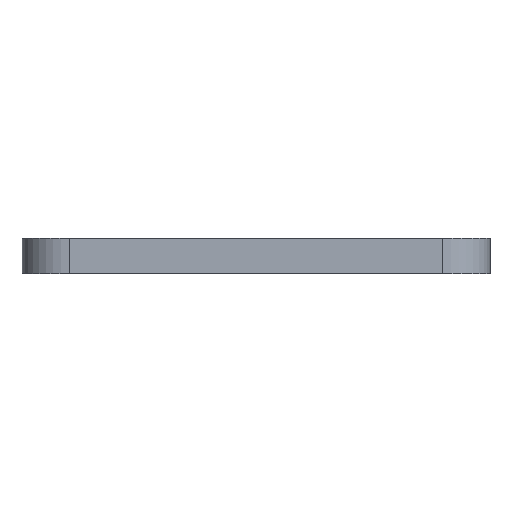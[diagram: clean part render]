
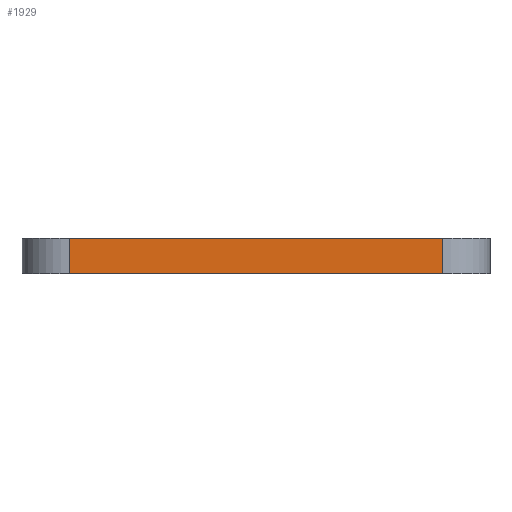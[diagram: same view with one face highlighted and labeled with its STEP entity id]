
A CAD part, front view. The second image highlights one B-rep face of the part: STEP entity #1929.
In plain terms, the highlighted planar face has unit normal (0, -1, 0).
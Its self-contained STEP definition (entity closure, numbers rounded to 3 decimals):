
#44 = PLANE('',#45);
#45 = AXIS2_PLACEMENT_3D('',#46,#47,#48);
#46 = CARTESIAN_POINT('',(0.,17.517,0.));
#47 = DIRECTION('',(0.,0.,1.));
#48 = DIRECTION('',(1.,0.,0.));
#100 = PLANE('',#101);
#101 = AXIS2_PLACEMENT_3D('',#102,#103,#104);
#102 = CARTESIAN_POINT('',(0.,17.517,3.));
#103 = DIRECTION('',(0.,0.,1.));
#104 = DIRECTION('',(1.,0.,0.));
#195 = VERTEX_POINT('',#196);
#196 = CARTESIAN_POINT('',(-15.75,-21.25,0.));
#215 = CYLINDRICAL_SURFACE('',#216,4.);
#216 = AXIS2_PLACEMENT_3D('',#217,#218,#219);
#217 = CARTESIAN_POINT('',(-15.75,-17.25,0.));
#218 = DIRECTION('',(0.,0.,1.));
#219 = DIRECTION('',(0.,-1.,0.));
#227 = EDGE_CURVE('',#228,#195,#230,.T.);
#228 = VERTEX_POINT('',#229);
#229 = CARTESIAN_POINT('',(15.75,-21.25,0.));
#230 = SURFACE_CURVE('',#231,(#235,#242),.PCURVE_S1.);
#231 = LINE('',#232,#233);
#232 = CARTESIAN_POINT('',(19.75,-21.25,0.));
#233 = VECTOR('',#234,1.);
#234 = DIRECTION('',(-1.,0.,0.));
#235 = PCURVE('',#44,#236);
#236 = DEFINITIONAL_REPRESENTATION('',(#237),#241);
#237 = LINE('',#238,#239);
#238 = CARTESIAN_POINT('',(19.75,-38.767));
#239 = VECTOR('',#240,1.);
#240 = DIRECTION('',(-1.,0.));
#241 = ( GEOMETRIC_REPRESENTATION_CONTEXT(2) 
PARAMETRIC_REPRESENTATION_CONTEXT() REPRESENTATION_CONTEXT('2D SPACE',''
  ) );
#242 = PCURVE('',#243,#248);
#243 = PLANE('',#244);
#244 = AXIS2_PLACEMENT_3D('',#245,#246,#247);
#245 = CARTESIAN_POINT('',(19.75,-21.25,0.));
#246 = DIRECTION('',(0.,-1.,0.));
#247 = DIRECTION('',(-1.,0.,0.));
#248 = DEFINITIONAL_REPRESENTATION('',(#249),#253);
#249 = LINE('',#250,#251);
#250 = CARTESIAN_POINT('',(0.,-0.));
#251 = VECTOR('',#252,1.);
#252 = DIRECTION('',(1.,0.));
#253 = ( GEOMETRIC_REPRESENTATION_CONTEXT(2) 
PARAMETRIC_REPRESENTATION_CONTEXT() REPRESENTATION_CONTEXT('2D SPACE',''
  ) );
#276 = CYLINDRICAL_SURFACE('',#277,4.);
#277 = AXIS2_PLACEMENT_3D('',#278,#279,#280);
#278 = CARTESIAN_POINT('',(15.75,-17.25,0.));
#279 = DIRECTION('',(0.,0.,1.));
#280 = DIRECTION('',(1.,0.,0.));
#1156 = VERTEX_POINT('',#1157);
#1157 = CARTESIAN_POINT('',(-15.75,-21.25,3.));
#1183 = EDGE_CURVE('',#1184,#1156,#1186,.T.);
#1184 = VERTEX_POINT('',#1185);
#1185 = CARTESIAN_POINT('',(15.75,-21.25,3.));
#1186 = SURFACE_CURVE('',#1187,(#1191,#1198),.PCURVE_S1.);
#1187 = LINE('',#1188,#1189);
#1188 = CARTESIAN_POINT('',(19.75,-21.25,3.));
#1189 = VECTOR('',#1190,1.);
#1190 = DIRECTION('',(-1.,0.,0.));
#1191 = PCURVE('',#100,#1192);
#1192 = DEFINITIONAL_REPRESENTATION('',(#1193),#1197);
#1193 = LINE('',#1194,#1195);
#1194 = CARTESIAN_POINT('',(19.75,-38.767));
#1195 = VECTOR('',#1196,1.);
#1196 = DIRECTION('',(-1.,0.));
#1197 = ( GEOMETRIC_REPRESENTATION_CONTEXT(2) 
PARAMETRIC_REPRESENTATION_CONTEXT() REPRESENTATION_CONTEXT('2D SPACE',''
  ) );
#1198 = PCURVE('',#243,#1199);
#1199 = DEFINITIONAL_REPRESENTATION('',(#1200),#1204);
#1200 = LINE('',#1201,#1202);
#1201 = CARTESIAN_POINT('',(0.,-3.));
#1202 = VECTOR('',#1203,1.);
#1203 = DIRECTION('',(1.,0.));
#1204 = ( GEOMETRIC_REPRESENTATION_CONTEXT(2) 
PARAMETRIC_REPRESENTATION_CONTEXT() REPRESENTATION_CONTEXT('2D SPACE',''
  ) );
#1882 = EDGE_CURVE('',#195,#1156,#1883,.T.);
#1883 = SURFACE_CURVE('',#1884,(#1888,#1895),.PCURVE_S1.);
#1884 = LINE('',#1885,#1886);
#1885 = CARTESIAN_POINT('',(-15.75,-21.25,0.));
#1886 = VECTOR('',#1887,1.);
#1887 = DIRECTION('',(0.,0.,1.));
#1888 = PCURVE('',#215,#1889);
#1889 = DEFINITIONAL_REPRESENTATION('',(#1890),#1894);
#1890 = LINE('',#1891,#1892);
#1891 = CARTESIAN_POINT('',(-0.,0.));
#1892 = VECTOR('',#1893,1.);
#1893 = DIRECTION('',(-0.,1.));
#1894 = ( GEOMETRIC_REPRESENTATION_CONTEXT(2) 
PARAMETRIC_REPRESENTATION_CONTEXT() REPRESENTATION_CONTEXT('2D SPACE',''
  ) );
#1895 = PCURVE('',#243,#1896);
#1896 = DEFINITIONAL_REPRESENTATION('',(#1897),#1901);
#1897 = LINE('',#1898,#1899);
#1898 = CARTESIAN_POINT('',(35.5,0.));
#1899 = VECTOR('',#1900,1.);
#1900 = DIRECTION('',(0.,-1.));
#1901 = ( GEOMETRIC_REPRESENTATION_CONTEXT(2) 
PARAMETRIC_REPRESENTATION_CONTEXT() REPRESENTATION_CONTEXT('2D SPACE',''
  ) );
#1907 = EDGE_CURVE('',#228,#1184,#1908,.T.);
#1908 = SURFACE_CURVE('',#1909,(#1913,#1920),.PCURVE_S1.);
#1909 = LINE('',#1910,#1911);
#1910 = CARTESIAN_POINT('',(15.75,-21.25,0.));
#1911 = VECTOR('',#1912,1.);
#1912 = DIRECTION('',(0.,0.,1.));
#1913 = PCURVE('',#276,#1914);
#1914 = DEFINITIONAL_REPRESENTATION('',(#1915),#1919);
#1915 = LINE('',#1916,#1917);
#1916 = CARTESIAN_POINT('',(-1.571,0.));
#1917 = VECTOR('',#1918,1.);
#1918 = DIRECTION('',(-0.,1.));
#1919 = ( GEOMETRIC_REPRESENTATION_CONTEXT(2) 
PARAMETRIC_REPRESENTATION_CONTEXT() REPRESENTATION_CONTEXT('2D SPACE',''
  ) );
#1920 = PCURVE('',#243,#1921);
#1921 = DEFINITIONAL_REPRESENTATION('',(#1922),#1926);
#1922 = LINE('',#1923,#1924);
#1923 = CARTESIAN_POINT('',(4.,0.));
#1924 = VECTOR('',#1925,1.);
#1925 = DIRECTION('',(0.,-1.));
#1926 = ( GEOMETRIC_REPRESENTATION_CONTEXT(2) 
PARAMETRIC_REPRESENTATION_CONTEXT() REPRESENTATION_CONTEXT('2D SPACE',''
  ) );
#1929 = ADVANCED_FACE('',(#1930),#243,.T.);
#1930 = FACE_BOUND('',#1931,.T.);
#1931 = EDGE_LOOP('',(#1932,#1933,#1934,#1935));
#1932 = ORIENTED_EDGE('',*,*,#227,.F.);
#1933 = ORIENTED_EDGE('',*,*,#1907,.T.);
#1934 = ORIENTED_EDGE('',*,*,#1183,.T.);
#1935 = ORIENTED_EDGE('',*,*,#1882,.F.);
